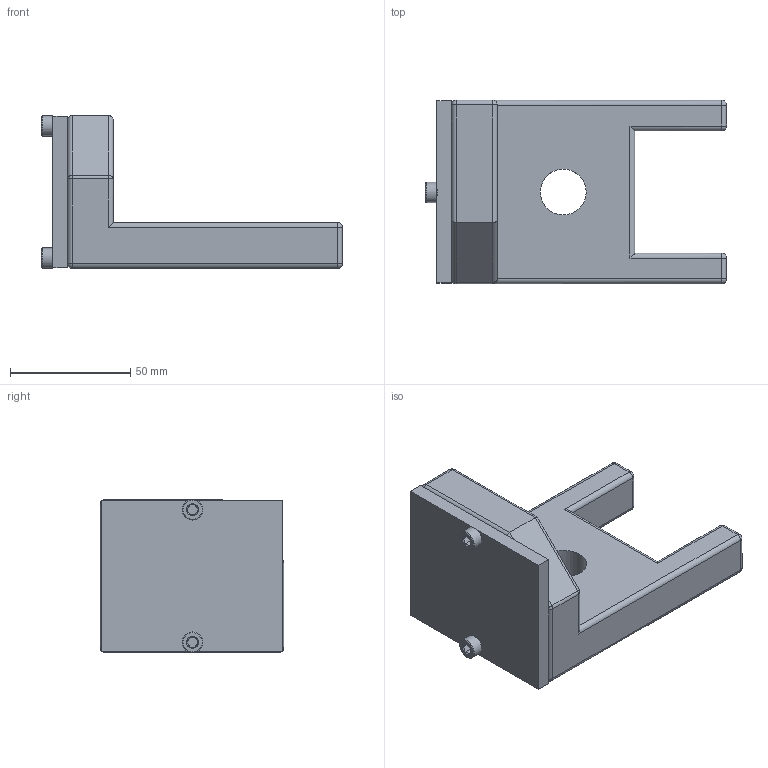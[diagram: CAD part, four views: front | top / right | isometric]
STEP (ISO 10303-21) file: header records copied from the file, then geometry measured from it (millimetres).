
FILE_DESCRIPTION(/* description */ (''),/* implementation_level */ '2;1');
FILE_NAME(/* name */ 'resume_1 (Assembly).step',/* time_stamp */ '2026-02-03T12:37:51-08:00',/* author */ (''),/* organization */ (''),/* preprocessor_version */ 'ST-DEVELOPER v20.1',/* originating_system */ 'Autodesk Translation Framework v14.24.0.0',/* authorisation */ '');
FILE_SCHEMA (('AUTOMOTIVE_DESIGN { 1 0 10303 214 3 1 1 }'));
Length unit declared in the file: millimetre
Products named in the file (4): resume_1 (Assembly); back_plate; resume_1; 91290A228_Black-Oxide Alloy Steel Socket Head Screw
Assembly tree (4 placements, depth 2):
  resume_1 (Assembly)
    back_plate
    resume_1
    91290A228_Black-Oxide Alloy Steel Socket Head Screw  x2
Bounding box: 125.05 x 76.2 x 63.5 mm (x, y, z)
Volume: 210339.4 mm3; surface area: 42519.5 mm2
Topology: 5 solids, 5 shells, 220 faces, 551 edges, 345 vertices
Faces by surface type: cylinder 129, plane 49, cone 20, sphere 13, bspline 6, torus 3
Full cylindrical faces by diameter (mm): 3.961 x42, 5 x39, 5.029 x4, 8.5 x3, 19.05 x1
Entity records: 9808 total; most frequent: CARTESIAN_POINT 6018, ORIENTED_EDGE 828, DIRECTION 706, EDGE_CURVE 414, AXIS2_PLACEMENT_3D 265, VERTEX_POINT 257, EDGE_LOOP 179, LINE 176
